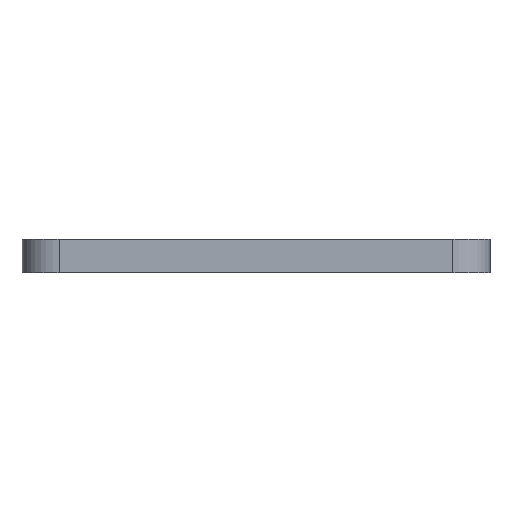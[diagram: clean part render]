
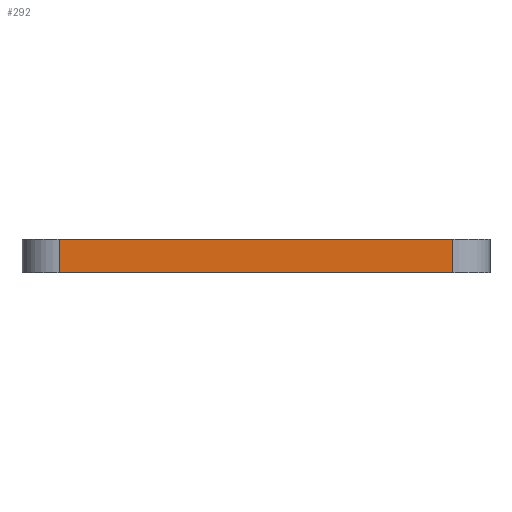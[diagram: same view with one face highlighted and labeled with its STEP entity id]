
A CAD part, front view. The second image highlights one B-rep face of the part: STEP entity #292.
In plain terms, the highlighted planar face has unit normal (0, -1, 0).
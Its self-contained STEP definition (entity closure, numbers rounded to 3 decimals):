
#25 = CARTESIAN_POINT ( 'NONE',  ( 29.46, 0., -2.286 ) ) ;
#42 = CARTESIAN_POINT ( 'NONE',  ( 2.54, 0., -2.286 ) ) ;
#43 = VERTEX_POINT ( 'NONE', #84 ) ;
#48 = LINE ( 'NONE', #42, #399 ) ;
#57 = CARTESIAN_POINT ( 'NONE',  ( 29.46, 0., 0. ) ) ;
#59 = VERTEX_POINT ( 'NONE', #57 ) ;
#60 = ORIENTED_EDGE ( 'NONE', *, *, #247, .T. ) ;
#70 = DIRECTION ( 'NONE',  ( 0., 0., 1. ) ) ;
#82 = LINE ( 'NONE', #512, #142 ) ;
#84 = CARTESIAN_POINT ( 'NONE',  ( 2.54, 0., 0. ) ) ;
#92 = VERTEX_POINT ( 'NONE', #536 ) ;
#142 = VECTOR ( 'NONE', #469, 1000. ) ;
#183 = ORIENTED_EDGE ( 'NONE', *, *, #210, .T. ) ;
#199 = VERTEX_POINT ( 'NONE', #450 ) ;
#201 = FACE_OUTER_BOUND ( 'NONE', #640, .T. ) ;
#210 = EDGE_CURVE ( 'NONE', #92, #199, #458, .T. ) ;
#247 = EDGE_CURVE ( 'NONE', #199, #59, #338, .T. ) ;
#266 = AXIS2_PLACEMENT_3D ( 'NONE', #25, #688, #583 ) ;
#292 = ADVANCED_FACE ( 'NONE', ( #201 ), #581, .T. ) ;
#322 = ORIENTED_EDGE ( 'NONE', *, *, #699, .F. ) ;
#338 = LINE ( 'NONE', #561, #461 ) ;
#342 = CARTESIAN_POINT ( 'NONE',  ( 29.46, 0., -2.286 ) ) ;
#394 = EDGE_CURVE ( 'NONE', #43, #59, #82, .T. ) ;
#399 = VECTOR ( 'NONE', #594, 1000. ) ;
#424 = ORIENTED_EDGE ( 'NONE', *, *, #394, .F. ) ;
#446 = DIRECTION ( 'NONE',  ( 1., 0., 0. ) ) ;
#450 = CARTESIAN_POINT ( 'NONE',  ( 29.46, 0., -2.286 ) ) ;
#458 = LINE ( 'NONE', #342, #492 ) ;
#461 = VECTOR ( 'NONE', #70, 1000. ) ;
#469 = DIRECTION ( 'NONE',  ( 1., 0., 0. ) ) ;
#492 = VECTOR ( 'NONE', #446, 1000. ) ;
#512 = CARTESIAN_POINT ( 'NONE',  ( 29.46, 0., 0. ) ) ;
#536 = CARTESIAN_POINT ( 'NONE',  ( 2.54, 0., -2.286 ) ) ;
#561 = CARTESIAN_POINT ( 'NONE',  ( 29.46, 0., -2.286 ) ) ;
#581 = PLANE ( 'NONE',  #266 ) ;
#583 = DIRECTION ( 'NONE',  ( 1., 0., 0. ) ) ;
#594 = DIRECTION ( 'NONE',  ( 0., 0., 1. ) ) ;
#640 = EDGE_LOOP ( 'NONE', ( #424, #322, #183, #60 ) ) ;
#688 = DIRECTION ( 'NONE',  ( 0., -1., 0. ) ) ;
#699 = EDGE_CURVE ( 'NONE', #92, #43, #48, .T. ) ;
